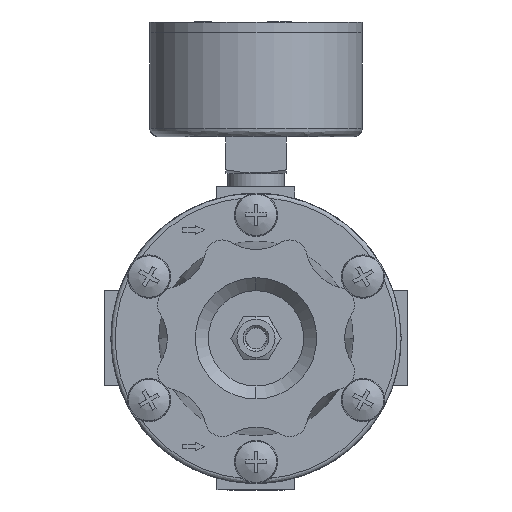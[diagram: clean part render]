
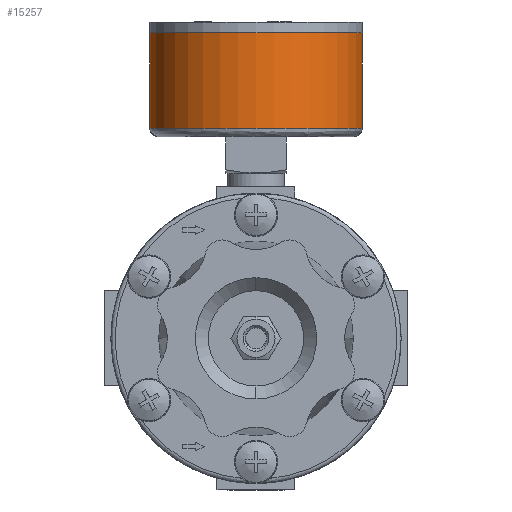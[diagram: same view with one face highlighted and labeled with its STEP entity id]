
A CAD part, front view. The second image highlights one B-rep face of the part: STEP entity #15257.
In plain terms, the highlighted cylindrical face has radius 24.5 mm (diameter 49 mm), a partial arc.
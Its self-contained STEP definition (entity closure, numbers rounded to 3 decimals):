
#273 = CARTESIAN_POINT ( 'NONE',  ( 24.5, 0., 48.5 ) ) ;
#321 = CARTESIAN_POINT ( 'NONE',  ( 24.5, 0., 70.48 ) ) ;
#598 = EDGE_CURVE ( 'NONE', #6508, #15148, #2389, .T. ) ;
#2389 = CIRCLE ( 'NONE', #10298, 24.5 ) ;
#3198 = EDGE_LOOP ( 'NONE', ( #16390, #11140, #8798, #16939 ) ) ;
#4072 = AXIS2_PLACEMENT_3D ( 'NONE', #14456, #8013, #4948 ) ;
#4760 = EDGE_CURVE ( 'NONE', #17922, #14430, #13802, .T. ) ;
#4948 = DIRECTION ( 'NONE',  ( 1., 0., 0. ) ) ;
#6053 = CARTESIAN_POINT ( 'NONE',  ( 0., 0., 48.5 ) ) ;
#6119 = DIRECTION ( 'NONE',  ( 0., 0., 1. ) ) ;
#6508 = VERTEX_POINT ( 'NONE', #20571 ) ;
#7226 = CARTESIAN_POINT ( 'NONE',  ( 0., 0., 70.48 ) ) ;
#7294 = DIRECTION ( 'NONE',  ( 1., 0., 0. ) ) ;
#7645 = DIRECTION ( 'NONE',  ( 0., 0., 1. ) ) ;
#8013 = DIRECTION ( 'NONE',  ( 0., 0., 1. ) ) ;
#8095 = VECTOR ( 'NONE', #6119, 1000. ) ;
#8269 = FACE_OUTER_BOUND ( 'NONE', #3198, .T. ) ;
#8798 = ORIENTED_EDGE ( 'NONE', *, *, #12259, .T. ) ;
#9475 = DIRECTION ( 'NONE',  ( 1., 0., 0. ) ) ;
#10163 = DIRECTION ( 'NONE',  ( 0., 0., 1. ) ) ;
#10165 = VECTOR ( 'NONE', #10163, 1000. ) ;
#10298 = AXIS2_PLACEMENT_3D ( 'NONE', #6053, #7645, #9475 ) ;
#11140 = ORIENTED_EDGE ( 'NONE', *, *, #598, .T. ) ;
#11772 = CYLINDRICAL_SURFACE ( 'NONE', #4072, 24.5 ) ;
#12259 = EDGE_CURVE ( 'NONE', #15148, #17922, #12367, .T. ) ;
#12367 = LINE ( 'NONE', #18734, #8095 ) ;
#13275 = CARTESIAN_POINT ( 'NONE',  ( -24.5, 0., 46.5 ) ) ;
#13802 = CIRCLE ( 'NONE', #18370, 24.5 ) ;
#14430 = VERTEX_POINT ( 'NONE', #16238 ) ;
#14456 = CARTESIAN_POINT ( 'NONE',  ( 0., 0., 46.5 ) ) ;
#15148 = VERTEX_POINT ( 'NONE', #273 ) ;
#15257 = ADVANCED_FACE ( 'NONE', ( #8269 ), #11772, .T. ) ;
#16115 = LINE ( 'NONE', #13275, #10165 ) ;
#16238 = CARTESIAN_POINT ( 'NONE',  ( -24.5, 0., 70.48 ) ) ;
#16390 = ORIENTED_EDGE ( 'NONE', *, *, #17357, .F. ) ;
#16844 = DIRECTION ( 'NONE',  ( 0., 0., -1. ) ) ;
#16939 = ORIENTED_EDGE ( 'NONE', *, *, #4760, .T. ) ;
#17357 = EDGE_CURVE ( 'NONE', #6508, #14430, #16115, .T. ) ;
#17922 = VERTEX_POINT ( 'NONE', #321 ) ;
#18370 = AXIS2_PLACEMENT_3D ( 'NONE', #7226, #16844, #7294 ) ;
#18734 = CARTESIAN_POINT ( 'NONE',  ( 24.5, 0., 46.5 ) ) ;
#20571 = CARTESIAN_POINT ( 'NONE',  ( -24.5, 0., 48.5 ) ) ;
